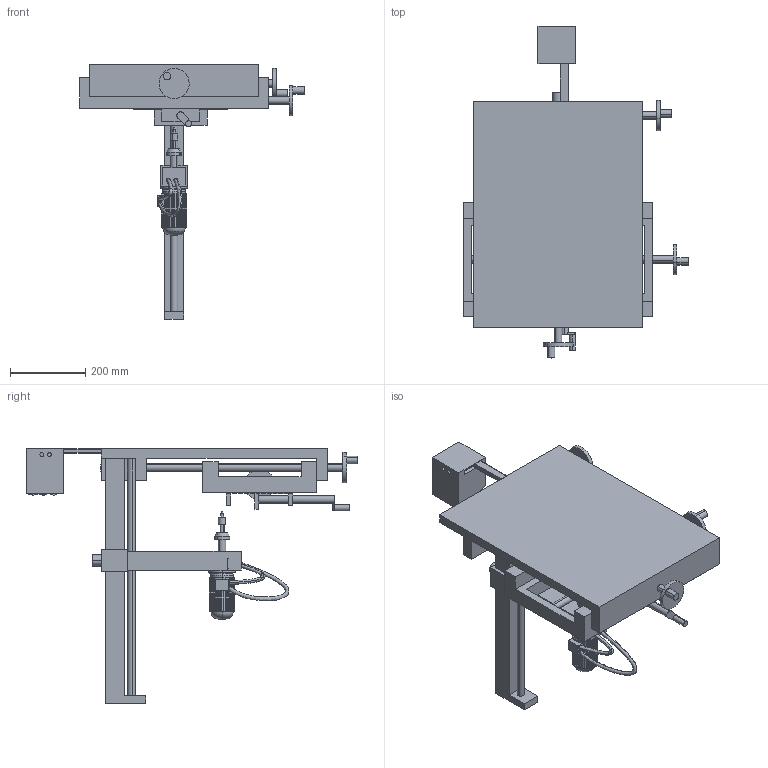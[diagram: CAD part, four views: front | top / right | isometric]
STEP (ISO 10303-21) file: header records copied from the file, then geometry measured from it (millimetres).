
FILE_DESCRIPTION (( 'STEP AP214' ), '1' );
FILE_NAME ('234103218 &234103222.STEP', '2024-03-07T17:13:09', ( '' ), ( '' ), 'SwSTEP 2.0', 'SolidWorks 2023', '' );
FILE_SCHEMA (( 'AUTOMOTIVE_DESIGN' ));
Length unit declared in the file: millimetre
Products named in the file (18): bad 200; fixing rod; base; fixing plate; 234103218 &234103222; shaft; tool; handle 2; Part4^234103218 &234103222; hollow bed 1; rod; motor; electric box; handle 3; wire; l key; motor holder; tool holder
Assembly tree (19 placements, depth 2):
  234103218 &234103222
    base
    hollow bed 1
    motor holder
    handle 2  x2
    handle 3
    bad 200
    rod
    motor
    fixing rod
    fixing plate
    electric box
    l key  x3
    wire
    shaft
    tool holder
    tool
  Part4^234103218 &234103222
Bounding box: 595 x 880 x 675 mm (x, y, z)
Volume: 18882145.2 mm3; surface area: 1871915.5 mm2
Topology: 19 solids, 19 shells, 652 faces, 1612 edges, 1037 vertices
Faces by surface type: plane 450, cylinder 170, bspline 20, torus 6, sphere 4, cone 2
Entity records: 20497 total; most frequent: CARTESIAN_POINT 5042, DIRECTION 3135, ORIENTED_EDGE 3060, EDGE_CURVE 1530, AXIS2_PLACEMENT_3D 1055, LINE 1025, VECTOR 1025, VERTEX_POINT 985
